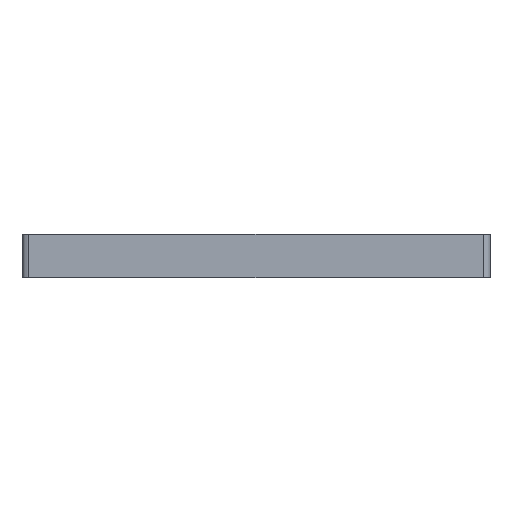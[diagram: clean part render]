
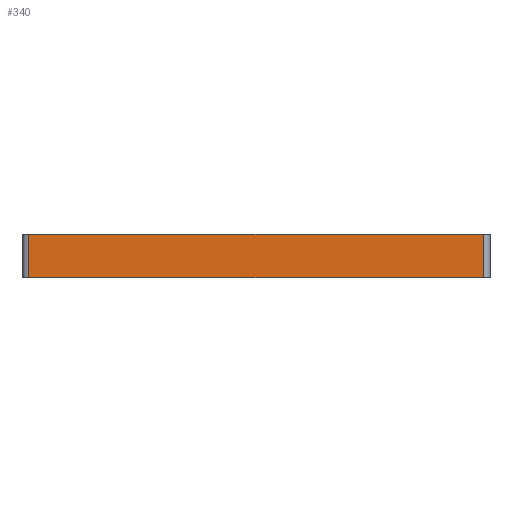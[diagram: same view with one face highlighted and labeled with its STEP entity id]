
A CAD part, left-side view. The second image highlights one B-rep face of the part: STEP entity #340.
In plain terms, the highlighted planar face has unit normal (-1, 0, 0).
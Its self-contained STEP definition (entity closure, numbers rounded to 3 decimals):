
#10 = FACE_OUTER_BOUND ( 'NONE', #759, .T. ) ;
#13 = DIRECTION ( 'NONE',  ( 0., -1., 0. ) ) ;
#75 = AXIS2_PLACEMENT_3D ( 'NONE', #268, #686, #1087 ) ;
#97 = DIRECTION ( 'NONE',  ( 0., -1., 0. ) ) ;
#235 = LINE ( 'NONE', #1267, #1801 ) ;
#254 = CARTESIAN_POINT ( 'NONE',  ( -119.944, 3.794, 78.705 ) ) ;
#268 = CARTESIAN_POINT ( 'NONE',  ( -119.944, 2.794, 78.705 ) ) ;
#340 = ADVANCED_FACE ( 'NONE', ( #10 ), #1684, .F. ) ;
#429 = CARTESIAN_POINT ( 'NONE',  ( -119.944, 69.544, 0. ) ) ;
#601 = CARTESIAN_POINT ( 'NONE',  ( -119.944, 3.794, 0. ) ) ;
#639 = CARTESIAN_POINT ( 'NONE',  ( -119.944, 3.794, 6.35 ) ) ;
#658 = VERTEX_POINT ( 'NONE', #639 ) ;
#686 = DIRECTION ( 'NONE',  ( 1., 0., 0. ) ) ;
#717 = VECTOR ( 'NONE', #792, 1000. ) ;
#730 = CARTESIAN_POINT ( 'NONE',  ( -119.944, 2.794, 0. ) ) ;
#751 = LINE ( 'NONE', #730, #1370 ) ;
#759 = EDGE_LOOP ( 'NONE', ( #1706, #1822, #1437, #1090 ) ) ;
#792 = DIRECTION ( 'NONE',  ( 0., 0., 1. ) ) ;
#855 = VERTEX_POINT ( 'NONE', #1712 ) ;
#908 = CARTESIAN_POINT ( 'NONE',  ( -119.944, 69.544, 0. ) ) ;
#984 = LINE ( 'NONE', #429, #1777 ) ;
#1087 = DIRECTION ( 'NONE',  ( 0., 0., -1. ) ) ;
#1090 = ORIENTED_EDGE ( 'NONE', *, *, #1336, .T. ) ;
#1167 = VERTEX_POINT ( 'NONE', #908 ) ;
#1244 = LINE ( 'NONE', #254, #717 ) ;
#1267 = CARTESIAN_POINT ( 'NONE',  ( -119.944, 2.794, 6.35 ) ) ;
#1306 = EDGE_CURVE ( 'NONE', #855, #658, #235, .T. ) ;
#1336 = EDGE_CURVE ( 'NONE', #1617, #658, #1244, .T. ) ;
#1365 = EDGE_CURVE ( 'NONE', #855, #1167, #984, .T. ) ;
#1370 = VECTOR ( 'NONE', #13, 1000. ) ;
#1437 = ORIENTED_EDGE ( 'NONE', *, *, #1583, .T. ) ;
#1583 = EDGE_CURVE ( 'NONE', #1167, #1617, #751, .T. ) ;
#1617 = VERTEX_POINT ( 'NONE', #601 ) ;
#1684 = PLANE ( 'NONE',  #75 ) ;
#1706 = ORIENTED_EDGE ( 'NONE', *, *, #1306, .F. ) ;
#1709 = DIRECTION ( 'NONE',  ( 0., 0., -1. ) ) ;
#1712 = CARTESIAN_POINT ( 'NONE',  ( -119.944, 69.544, 6.35 ) ) ;
#1777 = VECTOR ( 'NONE', #1709, 1000. ) ;
#1801 = VECTOR ( 'NONE', #97, 1000. ) ;
#1822 = ORIENTED_EDGE ( 'NONE', *, *, #1365, .T. ) ;
